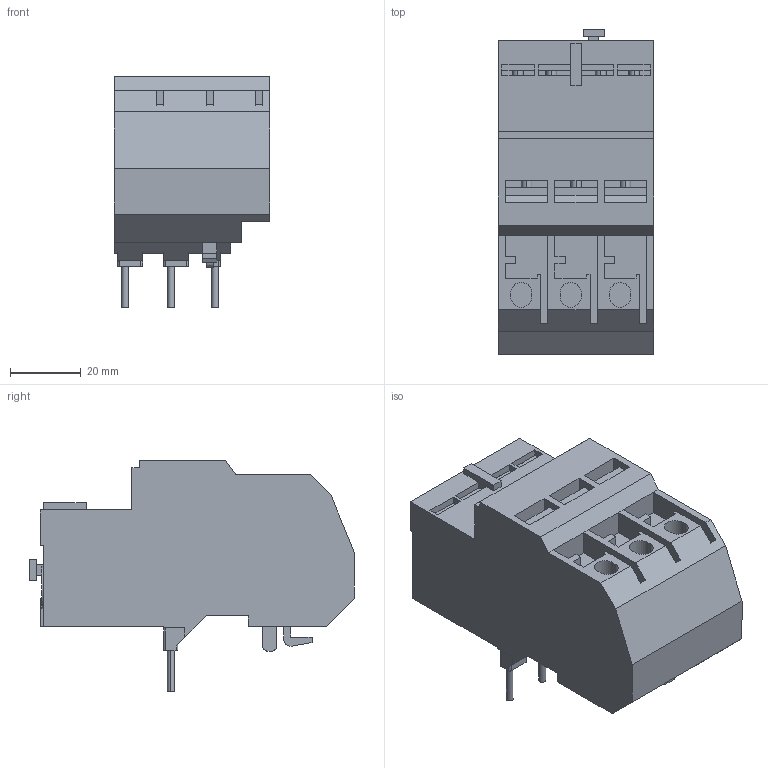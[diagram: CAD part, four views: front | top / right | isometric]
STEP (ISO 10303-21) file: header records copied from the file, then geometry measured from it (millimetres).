
FILE_DESCRIPTION (( 'STEP AP214' ), '1' );
FILE_NAME ('Òåïëîâîå ðåëå ÐÒÝ - 1304.STEP', '2016-12-28T19:39:48', ( '' ), ( '' ), 'SwSTEP 2.0', 'SolidWorks 2014', '' );
FILE_SCHEMA (( 'AUTOMOTIVE_DESIGN' ));
Length unit declared in the file: millimetre
Products named in the file (1): Òåïëîâîå ðåëå ÐÒÝ - 1304
Bounding box: 44 x 92 x 65.41 mm (x, y, z)
Volume: 141849.1 mm3; surface area: 27391.4 mm2
Topology: 16 solids, 16 shells, 429 faces, 1073 edges, 708 vertices
Faces by surface type: plane 344, cylinder 71, torus 14
Entity records: 12852 total; most frequent: CARTESIAN_POINT 2229, ORIENTED_EDGE 2146, DIRECTION 2091, EDGE_CURVE 1073, LINE 903, VECTOR 903, VERTEX_POINT 708, AXIS2_PLACEMENT_3D 594
